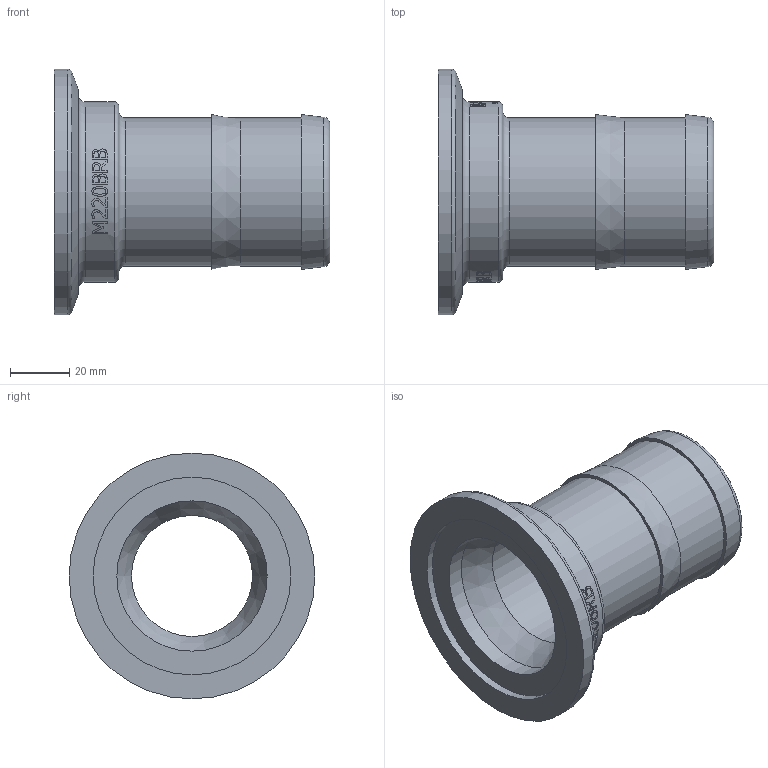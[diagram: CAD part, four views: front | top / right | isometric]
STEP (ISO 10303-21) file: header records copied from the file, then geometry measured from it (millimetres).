
FILE_DESCRIPTION((''),'2;1');
FILE_NAME('M220BRB.stp','2013-05-20T08:44:00',('areid'),(''),'Autodesk Inventor 2013','Autodesk Inventor 2013','');
FILE_SCHEMA(('AUTOMOTIVE_DESIGN { 1 0 10303 214 1 1 1 1 }'));
Length unit declared in the file: inch
Products named in the file (1): M220BRB
Bounding box: 93.22 x 83.06 x 83.06 mm (x, y, z)
Volume: 88692.7 mm3; surface area: 35494.8 mm2
Topology: 1 solids, 1 shells, 372 faces, 989 edges, 656 vertices
Faces by surface type: plane 186, bspline 134, cylinder 42, torus 6, cone 4
Full cylindrical faces by diameter (mm): 40.894 x1, 50.038 x2, 50.8 x1, 60.96 x1, 66.802 x1, 83.058 x1
Entity records: 13840 total; most frequent: CARTESIAN_POINT 5342, ORIENTED_EDGE 1926, DIRECTION 1431, EDGE_CURVE 963, VERTEX_POINT 650, AXIS2_PLACEMENT_3D 498, VECTOR 435, LINE 435
